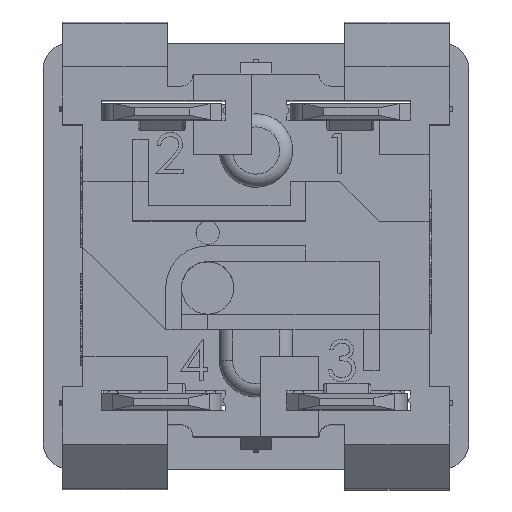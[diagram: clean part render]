
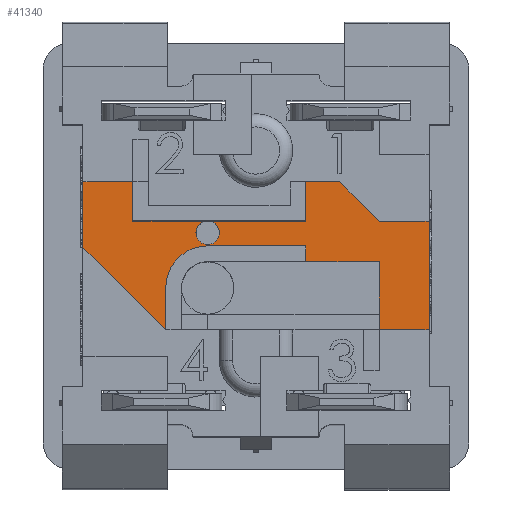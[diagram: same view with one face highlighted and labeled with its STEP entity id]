
A CAD part, top view. The second image highlights one B-rep face of the part: STEP entity #41340.
In plain terms, the highlighted planar face has unit normal (0, 0, 1).
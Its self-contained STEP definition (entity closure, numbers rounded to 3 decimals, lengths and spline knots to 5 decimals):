
#1482=CIRCLE('',#44132,0.0225);
#1484=CIRCLE('',#44134,0.0225);
#1498=CIRCLE('',#44178,0.08);
#3237=FACE_OUTER_BOUND('',#5651,.T.);
#5651=EDGE_LOOP('',(#32475,#32476,#32477,#32478,#32479,#32480,#32481,#32482,
#32483,#32484,#32485,#32486,#32487,#32488,#32489,#32490,#32491,#32492,#32493,
#32494,#32495));
#8740=LINE('',#60460,#13334);
#8983=LINE('',#62625,#13577);
#9187=LINE('',#64486,#13781);
#9194=LINE('',#64500,#13788);
#9923=LINE('',#66148,#14517);
#9924=LINE('',#66149,#14518);
#9925=LINE('',#66152,#14519);
#9929=LINE('',#66159,#14523);
#9933=LINE('',#66172,#14527);
#9936=LINE('',#66178,#14530);
#9939=LINE('',#66184,#14533);
#9942=LINE('',#66189,#14536);
#9951=LINE('',#66208,#14545);
#9952=LINE('',#66209,#14546);
#9953=LINE('',#66210,#14547);
#9954=LINE('',#66211,#14548);
#9955=LINE('',#66213,#14549);
#9956=LINE('',#66214,#14550);
#13334=VECTOR('',#50387,0.124);
#13577=VECTOR('',#50654,0.2075);
#13781=VECTOR('',#50920,0.0745);
#13788=VECTOR('',#50929,0.03);
#14517=VECTOR('',#52522,0.143);
#14518=VECTOR('',#52523,0.187);
#14519=VECTOR('',#52526,0.0745);
#14523=VECTOR('',#52532,0.065);
#14527=VECTOR('',#52546,0.08);
#14530=VECTOR('',#52551,0.14);
#14533=VECTOR('',#52556,0.03);
#14536=VECTOR('',#52561,0.187);
#14545=VECTOR('',#52588,0.095);
#14546=VECTOR('',#52589,0.22345);
#14547=VECTOR('',#52590,0.1);
#14548=VECTOR('',#52591,0.095);
#14549=VECTOR('',#52592,0.095);
#14550=VECTOR('',#52593,0.10571);
#17102=VERTEX_POINT('',#60457);
#17103=VERTEX_POINT('',#60459);
#17441=VERTEX_POINT('',#62622);
#17442=VERTEX_POINT('',#62624);
#17716=VERTEX_POINT('',#64449);
#17728=VERTEX_POINT('',#64483);
#17729=VERTEX_POINT('',#64485);
#17734=VERTEX_POINT('',#64497);
#17735=VERTEX_POINT('',#64499);
#18193=VERTEX_POINT('',#66049);
#18194=VERTEX_POINT('',#66050);
#18216=VERTEX_POINT('',#66145);
#18217=VERTEX_POINT('',#66151);
#18219=VERTEX_POINT('',#66158);
#18221=VERTEX_POINT('',#66164);
#18222=VERTEX_POINT('',#66166);
#18224=VERTEX_POINT('',#66175);
#18225=VERTEX_POINT('',#66177);
#18227=VERTEX_POINT('',#66183);
#18230=VERTEX_POINT('',#66212);
#21696=EDGE_CURVE('',#17103,#17102,#8740,.T.);
#22035=EDGE_CURVE('',#17442,#17441,#8983,.T.);
#22344=EDGE_CURVE('',#17729,#17728,#9187,.T.);
#22351=EDGE_CURVE('',#17734,#17735,#9194,.T.);
#23128=EDGE_CURVE('',#18193,#18194,#1482,.T.);
#23131=EDGE_CURVE('',#18194,#18193,#1484,.T.);
#23177=EDGE_CURVE('',#18193,#17729,#9923,.T.);
#23178=EDGE_CURVE('',#18216,#18193,#9924,.T.);
#23179=EDGE_CURVE('',#18217,#18216,#9925,.T.);
#23183=EDGE_CURVE('',#18219,#18217,#9929,.T.);
#23186=EDGE_CURVE('',#18222,#18221,#1498,.T.);
#23189=EDGE_CURVE('',#17716,#18222,#9933,.T.);
#23192=EDGE_CURVE('',#18225,#18224,#9936,.T.);
#23195=EDGE_CURVE('',#18227,#18225,#9939,.T.);
#23198=EDGE_CURVE('',#18221,#18227,#9942,.T.);
#23207=EDGE_CURVE('',#17728,#17103,#9951,.T.);
#23208=EDGE_CURVE('',#17102,#17716,#9952,.T.);
#23209=EDGE_CURVE('',#18224,#17735,#9953,.T.);
#23210=EDGE_CURVE('',#17734,#17442,#9954,.T.);
#23211=EDGE_CURVE('',#17441,#18230,#9955,.T.);
#23212=EDGE_CURVE('',#18230,#18219,#9956,.T.);
#32475=ORIENTED_EDGE('',*,*,#23178,.T.);
#32476=ORIENTED_EDGE('',*,*,#23131,.F.);
#32477=ORIENTED_EDGE('',*,*,#23128,.F.);
#32478=ORIENTED_EDGE('',*,*,#23177,.T.);
#32479=ORIENTED_EDGE('',*,*,#22344,.T.);
#32480=ORIENTED_EDGE('',*,*,#23207,.T.);
#32481=ORIENTED_EDGE('',*,*,#21696,.T.);
#32482=ORIENTED_EDGE('',*,*,#23208,.T.);
#32483=ORIENTED_EDGE('',*,*,#23189,.T.);
#32484=ORIENTED_EDGE('',*,*,#23186,.T.);
#32485=ORIENTED_EDGE('',*,*,#23198,.T.);
#32486=ORIENTED_EDGE('',*,*,#23195,.T.);
#32487=ORIENTED_EDGE('',*,*,#23192,.T.);
#32488=ORIENTED_EDGE('',*,*,#23209,.T.);
#32489=ORIENTED_EDGE('',*,*,#22351,.F.);
#32490=ORIENTED_EDGE('',*,*,#23210,.T.);
#32491=ORIENTED_EDGE('',*,*,#22035,.T.);
#32492=ORIENTED_EDGE('',*,*,#23211,.T.);
#32493=ORIENTED_EDGE('',*,*,#23212,.T.);
#32494=ORIENTED_EDGE('',*,*,#23183,.T.);
#32495=ORIENTED_EDGE('',*,*,#23179,.T.);
#36958=PLANE('',#44192);
#41340=ADVANCED_FACE('',(#3237),#36958,.T.);
#44132=AXIS2_PLACEMENT_3D('',#66051,#52405,#52406);
#44134=AXIS2_PLACEMENT_3D('',#66055,#52410,#52411);
#44178=AXIS2_PLACEMENT_3D('',#66167,#52539,#52540);
#44192=AXIS2_PLACEMENT_3D('',#66207,#52586,#52587);
#50387=DIRECTION('',(0.,-1.,0.));
#50654=DIRECTION('',(0.,1.,0.));
#50920=DIRECTION('',(0.,1.,0.));
#50929=DIRECTION('',(0.,1.,0.));
#52405=DIRECTION('center_axis',(0.,0.,1.));
#52406=DIRECTION('ref_axis',(1.,0.,0.));
#52410=DIRECTION('center_axis',(0.,0.,1.));
#52411=DIRECTION('ref_axis',(1.,0.,0.));
#52522=DIRECTION('',(-1.,0.,0.));
#52523=DIRECTION('',(-1.,0.,0.));
#52526=DIRECTION('',(0.,-1.,0.));
#52532=DIRECTION('',(-1.,0.,0.));
#52539=DIRECTION('center_axis',(0.,0.,-1.));
#52540=DIRECTION('ref_axis',(1.,0.,0.));
#52546=DIRECTION('',(0.,1.,0.));
#52551=DIRECTION('',(1.,0.,0.));
#52556=DIRECTION('',(0.,-1.,0.));
#52561=DIRECTION('',(1.,0.,0.));
#52586=DIRECTION('center_axis',(0.,0.,1.));
#52587=DIRECTION('ref_axis',(1.,0.,0.));
#52588=DIRECTION('',(-1.,0.,0.));
#52589=DIRECTION('',(0.707,-0.707,0.));
#52590=DIRECTION('',(0.,-1.,0.));
#52591=DIRECTION('',(1.,0.,0.));
#52592=DIRECTION('',(-1.,0.,0.));
#52593=DIRECTION('',(-0.709,0.705,0.));
#60457=CARTESIAN_POINT('',(-0.95441,-0.0246,0.32154));
#60459=CARTESIAN_POINT('',(-0.95441,0.0994,0.32154));
#60460=CARTESIAN_POINT('',(-0.95441,0.0994,0.32154));
#62622=CARTESIAN_POINT('',(-0.29441,0.0249,0.32154));
#62624=CARTESIAN_POINT('',(-0.29441,-0.1826,0.32154));
#62625=CARTESIAN_POINT('',(-0.29441,-0.1826,0.32154));
#64449=CARTESIAN_POINT('',(-0.79641,-0.1826,0.32154));
#64483=CARTESIAN_POINT('',(-0.85941,0.0994,0.32154));
#64485=CARTESIAN_POINT('',(-0.85941,0.0249,0.32154));
#64486=CARTESIAN_POINT('',(-0.85941,0.0249,0.32154));
#64497=CARTESIAN_POINT('',(-0.38941,-0.1826,0.32154));
#64499=CARTESIAN_POINT('',(-0.38941,-0.1526,0.32154));
#64500=CARTESIAN_POINT('',(-0.38941,-0.1826,0.32154));
#66049=CARTESIAN_POINT('',(-0.71641,0.0249,0.32154));
#66050=CARTESIAN_POINT('',(-0.69391,0.0024,0.32154));
#66051=CARTESIAN_POINT('Origin',(-0.71641,0.0024,
0.32154));
#66055=CARTESIAN_POINT('Origin',(-0.71641,0.0024,
0.32154));
#66145=CARTESIAN_POINT('',(-0.52941,0.0249,0.32154));
#66148=CARTESIAN_POINT('',(-0.71641,0.0249,0.32154));
#66149=CARTESIAN_POINT('',(-0.52941,0.0249,0.32154));
#66151=CARTESIAN_POINT('',(-0.52941,0.0994,0.32154));
#66152=CARTESIAN_POINT('',(-0.52941,0.0994,0.32154));
#66158=CARTESIAN_POINT('',(-0.46441,0.0994,0.32154));
#66159=CARTESIAN_POINT('',(-0.46441,0.0994,0.32154));
#66164=CARTESIAN_POINT('',(-0.71641,-0.0226,0.32154));
#66166=CARTESIAN_POINT('',(-0.79641,-0.1026,0.32154));
#66167=CARTESIAN_POINT('Origin',(-0.71641,-0.1026,
0.32154));
#66172=CARTESIAN_POINT('',(-0.79641,-0.1826,0.32154));
#66175=CARTESIAN_POINT('',(-0.38941,-0.0526,0.32154));
#66177=CARTESIAN_POINT('',(-0.52941,-0.0526,0.32154));
#66178=CARTESIAN_POINT('',(-0.52941,-0.0526,0.32154));
#66183=CARTESIAN_POINT('',(-0.52941,-0.0226,0.32154));
#66184=CARTESIAN_POINT('',(-0.52941,-0.0226,0.32154));
#66189=CARTESIAN_POINT('',(-0.71641,-0.0226,0.32154));
#66207=CARTESIAN_POINT('Origin',(-0.71641,-0.1026,
0.32154));
#66208=CARTESIAN_POINT('',(-0.85941,0.0994,0.32154));
#66209=CARTESIAN_POINT('',(-0.95441,-0.0246,0.32154));
#66210=CARTESIAN_POINT('',(-0.38941,-0.0526,0.32154));
#66211=CARTESIAN_POINT('',(-0.38941,-0.1826,0.32154));
#66212=CARTESIAN_POINT('',(-0.38941,0.0249,0.32154));
#66213=CARTESIAN_POINT('',(-0.29441,0.0249,0.32154));
#66214=CARTESIAN_POINT('',(-0.38941,0.0249,0.32154));
